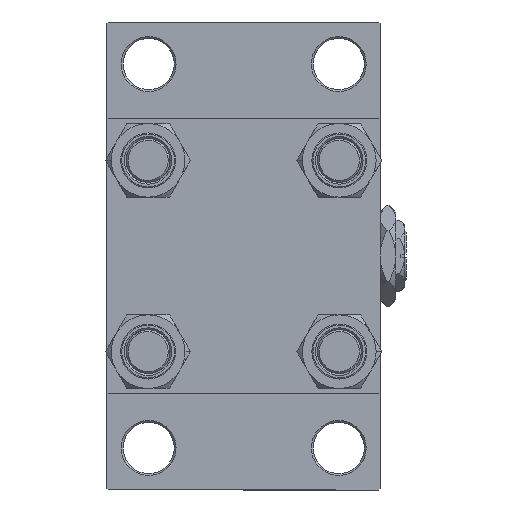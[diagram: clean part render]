
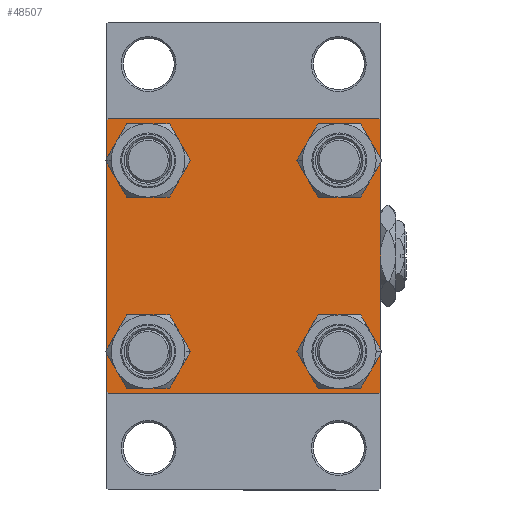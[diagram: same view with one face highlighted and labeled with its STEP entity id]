
A CAD part, left-side view. The second image highlights one B-rep face of the part: STEP entity #48507.
In plain terms, the highlighted planar face has unit normal (-1, 0, 0).
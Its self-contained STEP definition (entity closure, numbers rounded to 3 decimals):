
#59 = CIRCLE ( 'NONE', #15599, 6.5 ) ;
#434 = DIRECTION ( 'NONE',  ( 0., -0.707, 0.707 ) ) ;
#1118 = CARTESIAN_POINT ( 'NONE',  ( 0., -37., 37.5 ) ) ;
#1325 = VERTEX_POINT ( 'NONE', #22839 ) ;
#2561 = EDGE_LOOP ( 'NONE', ( #15929, #5181 ) ) ;
#3295 = CARTESIAN_POINT ( 'NONE',  ( 0., -37.25, 37.25 ) ) ;
#3580 = VERTEX_POINT ( 'NONE', #34861 ) ;
#4103 = CARTESIAN_POINT ( 'NONE',  ( 0., 37.5, 37. ) ) ;
#4178 = EDGE_CURVE ( 'NONE', #8454, #17739, #30822, .T. ) ;
#5181 = ORIENTED_EDGE ( 'NONE', *, *, #16546, .T. ) ;
#6076 = AXIS2_PLACEMENT_3D ( 'NONE', #26706, #34402, #23362 ) ;
#6269 = ORIENTED_EDGE ( 'NONE', *, *, #7179, .F. ) ;
#6555 = DIRECTION ( 'NONE',  ( 1., 0., 0. ) ) ;
#6559 = DIRECTION ( 'NONE',  ( 1., 0., 0. ) ) ;
#6979 = EDGE_LOOP ( 'NONE', ( #26709, #49677 ) ) ;
#7179 = EDGE_CURVE ( 'NONE', #25754, #32806, #38617, .T. ) ;
#7243 = DIRECTION ( 'NONE',  ( 0., -1., 0. ) ) ;
#7389 = EDGE_CURVE ( 'NONE', #22728, #1325, #8974, .T. ) ;
#7720 = VECTOR ( 'NONE', #20758, 1000. ) ;
#7750 = FACE_OUTER_BOUND ( 'NONE', #26102, .T. ) ;
#8025 = VECTOR ( 'NONE', #31069, 1000. ) ;
#8111 = LINE ( 'NONE', #27570, #48312 ) ;
#8454 = VERTEX_POINT ( 'NONE', #4103 ) ;
#8974 = CIRCLE ( 'NONE', #34338, 6.5 ) ;
#9221 = VERTEX_POINT ( 'NONE', #14135 ) ;
#9693 = VERTEX_POINT ( 'NONE', #14015 ) ;
#10192 = CARTESIAN_POINT ( 'NONE',  ( 0., 37.25, 37.25 ) ) ;
#10509 = EDGE_CURVE ( 'NONE', #24879, #3580, #13026, .T. ) ;
#10829 = DIRECTION ( 'NONE',  ( 1., 0., 0. ) ) ;
#11537 = ORIENTED_EDGE ( 'NONE', *, *, #20674, .T. ) ;
#11632 = CIRCLE ( 'NONE', #31270, 6.5 ) ;
#12386 = EDGE_CURVE ( 'NONE', #25776, #18432, #8111, .T. ) ;
#12572 = ORIENTED_EDGE ( 'NONE', *, *, #4178, .T. ) ;
#12583 = EDGE_CURVE ( 'NONE', #9221, #9693, #26241, .T. ) ;
#13026 = CIRCLE ( 'NONE', #21248, 6.5 ) ;
#13250 = ORIENTED_EDGE ( 'NONE', *, *, #37113, .T. ) ;
#13286 = CARTESIAN_POINT ( 'NONE',  ( 0., 37., 37.5 ) ) ;
#13304 = EDGE_CURVE ( 'NONE', #17739, #17361, #48476, .T. ) ;
#13991 = VECTOR ( 'NONE', #16209, 1000. ) ;
#14015 = CARTESIAN_POINT ( 'NONE',  ( 0., -26.15, -32.65 ) ) ;
#14127 = CIRCLE ( 'NONE', #35408, 6.5 ) ;
#14135 = CARTESIAN_POINT ( 'NONE',  ( 0., -26.15, -19.65 ) ) ;
#15033 = DIRECTION ( 'NONE',  ( 0., 0.707, -0.707 ) ) ;
#15191 = EDGE_LOOP ( 'NONE', ( #48203, #11537 ) ) ;
#15292 = CARTESIAN_POINT ( 'NONE',  ( 0., 26.15, 32.65 ) ) ;
#15444 = CARTESIAN_POINT ( 'NONE',  ( 0., 37.5, 37.5 ) ) ;
#15599 = AXIS2_PLACEMENT_3D ( 'NONE', #33080, #28714, #24884 ) ;
#15677 = FACE_BOUND ( 'NONE', #2561, .T. ) ;
#15929 = ORIENTED_EDGE ( 'NONE', *, *, #34355, .T. ) ;
#16209 = DIRECTION ( 'NONE',  ( 0., -0.707, -0.707 ) ) ;
#16344 = EDGE_CURVE ( 'NONE', #9693, #9221, #11632, .T. ) ;
#16534 = CARTESIAN_POINT ( 'NONE',  ( 0., 26.15, -26.15 ) ) ;
#16546 = EDGE_CURVE ( 'NONE', #28578, #32401, #14127, .T. ) ;
#17361 = VERTEX_POINT ( 'NONE', #41662 ) ;
#17406 = ORIENTED_EDGE ( 'NONE', *, *, #13304, .T. ) ;
#17739 = VERTEX_POINT ( 'NONE', #21608 ) ;
#18204 = VECTOR ( 'NONE', #15033, 1000. ) ;
#18432 = VERTEX_POINT ( 'NONE', #36492 ) ;
#19046 = ORIENTED_EDGE ( 'NONE', *, *, #10509, .T. ) ;
#19130 = DIRECTION ( 'NONE',  ( 0., -1., 0. ) ) ;
#20403 = ORIENTED_EDGE ( 'NONE', *, *, #25197, .T. ) ;
#20672 = DIRECTION ( 'NONE',  ( 1., 0., 0. ) ) ;
#20674 = EDGE_CURVE ( 'NONE', #1325, #22728, #34888, .T. ) ;
#20758 = DIRECTION ( 'NONE',  ( 0., 0., -1. ) ) ;
#21248 = AXIS2_PLACEMENT_3D ( 'NONE', #28118, #20672, #43759 ) ;
#21608 = CARTESIAN_POINT ( 'NONE',  ( 0., 37.5, -37. ) ) ;
#21645 = CARTESIAN_POINT ( 'NONE',  ( 0., 26.15, -26.15 ) ) ;
#21896 = DIRECTION ( 'NONE',  ( 1., 0., 0. ) ) ;
#21923 = CIRCLE ( 'NONE', #32568, 6.5 ) ;
#22728 = VERTEX_POINT ( 'NONE', #34319 ) ;
#22839 = CARTESIAN_POINT ( 'NONE',  ( 0., 26.15, -32.65 ) ) ;
#23362 = DIRECTION ( 'NONE',  ( 0., 0., 1. ) ) ;
#23601 = PLANE ( 'NONE',  #6076 ) ;
#24619 = LINE ( 'NONE', #27949, #7720 ) ;
#24879 = VERTEX_POINT ( 'NONE', #30610 ) ;
#24884 = DIRECTION ( 'NONE',  ( 0., 0., 1. ) ) ;
#25195 = EDGE_CURVE ( 'NONE', #3580, #24879, #21923, .T. ) ;
#25197 = EDGE_CURVE ( 'NONE', #17361, #25776, #41332, .T. ) ;
#25754 = VERTEX_POINT ( 'NONE', #13286 ) ;
#25776 = VERTEX_POINT ( 'NONE', #31990 ) ;
#25952 = CARTESIAN_POINT ( 'NONE',  ( 0., -26.15, 26.15 ) ) ;
#26102 = EDGE_LOOP ( 'NONE', ( #12572, #17406, #20403, #28539, #37665, #50386, #6269, #13250 ) ) ;
#26241 = CIRCLE ( 'NONE', #32782, 6.5 ) ;
#26278 = CARTESIAN_POINT ( 'NONE',  ( 0., 26.15, 26.15 ) ) ;
#26462 = FACE_BOUND ( 'NONE', #6979, .T. ) ;
#26706 = CARTESIAN_POINT ( 'NONE',  ( 0., 0., 0. ) ) ;
#26709 = ORIENTED_EDGE ( 'NONE', *, *, #12583, .T. ) ;
#27348 = DIRECTION ( 'NONE',  ( 0., 0.707, 0.707 ) ) ;
#27570 = CARTESIAN_POINT ( 'NONE',  ( 0., -37.25, -37.25 ) ) ;
#27756 = VECTOR ( 'NONE', #19130, 1000. ) ;
#27949 = CARTESIAN_POINT ( 'NONE',  ( 0., -37.5, 37.5 ) ) ;
#28118 = CARTESIAN_POINT ( 'NONE',  ( 0., -26.15, 26.15 ) ) ;
#28539 = ORIENTED_EDGE ( 'NONE', *, *, #12386, .T. ) ;
#28578 = VERTEX_POINT ( 'NONE', #45782 ) ;
#28714 = DIRECTION ( 'NONE',  ( 1., 0., 0. ) ) ;
#28969 = VECTOR ( 'NONE', #27348, 1000. ) ;
#29797 = CARTESIAN_POINT ( 'NONE',  ( 0., 37.5, -37.5 ) ) ;
#30610 = CARTESIAN_POINT ( 'NONE',  ( 0., -26.15, 32.65 ) ) ;
#30822 = LINE ( 'NONE', #15444, #8025 ) ;
#31050 = FACE_BOUND ( 'NONE', #36405, .T. ) ;
#31069 = DIRECTION ( 'NONE',  ( 0., 0., -1. ) ) ;
#31270 = AXIS2_PLACEMENT_3D ( 'NONE', #35771, #36539, #31921 ) ;
#31921 = DIRECTION ( 'NONE',  ( 0., 0., 1. ) ) ;
#31990 = CARTESIAN_POINT ( 'NONE',  ( 0., -37., -37.5 ) ) ;
#32401 = VERTEX_POINT ( 'NONE', #15292 ) ;
#32421 = DIRECTION ( 'NONE',  ( 1., 0., 0. ) ) ;
#32568 = AXIS2_PLACEMENT_3D ( 'NONE', #25952, #10829, #49266 ) ;
#32782 = AXIS2_PLACEMENT_3D ( 'NONE', #42399, #6555, #38068 ) ;
#32806 = VERTEX_POINT ( 'NONE', #1118 ) ;
#33080 = CARTESIAN_POINT ( 'NONE',  ( 0., 26.15, 26.15 ) ) ;
#33206 = DIRECTION ( 'NONE',  ( 0., 0., 1. ) ) ;
#34319 = CARTESIAN_POINT ( 'NONE',  ( 0., 26.15, -19.65 ) ) ;
#34338 = AXIS2_PLACEMENT_3D ( 'NONE', #21645, #21896, #49059 ) ;
#34355 = EDGE_CURVE ( 'NONE', #32401, #28578, #59, .T. ) ;
#34402 = DIRECTION ( 'NONE',  ( -1., 0., 0. ) ) ;
#34861 = CARTESIAN_POINT ( 'NONE',  ( 0., -26.15, 19.65 ) ) ;
#34888 = CIRCLE ( 'NONE', #36489, 6.5 ) ;
#35009 = CARTESIAN_POINT ( 'NONE',  ( 0., 37.5, 37.5 ) ) ;
#35023 = VECTOR ( 'NONE', #7243, 1000. ) ;
#35408 = AXIS2_PLACEMENT_3D ( 'NONE', #26278, #6559, #33206 ) ;
#35771 = CARTESIAN_POINT ( 'NONE',  ( 0., -26.15, -26.15 ) ) ;
#36261 = DIRECTION ( 'NONE',  ( 0., 0., 1. ) ) ;
#36405 = EDGE_LOOP ( 'NONE', ( #19046, #45125 ) ) ;
#36417 = CARTESIAN_POINT ( 'NONE',  ( 0., -37.5, 37. ) ) ;
#36489 = AXIS2_PLACEMENT_3D ( 'NONE', #16534, #32421, #36261 ) ;
#36492 = CARTESIAN_POINT ( 'NONE',  ( 0., -37.5, -37. ) ) ;
#36539 = DIRECTION ( 'NONE',  ( 1., 0., 0. ) ) ;
#37113 = EDGE_CURVE ( 'NONE', #25754, #8454, #50117, .T. ) ;
#37665 = ORIENTED_EDGE ( 'NONE', *, *, #48599, .F. ) ;
#38068 = DIRECTION ( 'NONE',  ( 0., 0., 1. ) ) ;
#38617 = LINE ( 'NONE', #35009, #27756 ) ;
#38897 = LINE ( 'NONE', #3295, #28969 ) ;
#39778 = CARTESIAN_POINT ( 'NONE',  ( 0., 37.25, -37.25 ) ) ;
#41332 = LINE ( 'NONE', #29797, #35023 ) ;
#41662 = CARTESIAN_POINT ( 'NONE',  ( 0., 37., -37.5 ) ) ;
#42336 = FACE_BOUND ( 'NONE', #15191, .T. ) ;
#42399 = CARTESIAN_POINT ( 'NONE',  ( 0., -26.15, -26.15 ) ) ;
#43759 = DIRECTION ( 'NONE',  ( 0., 0., 1. ) ) ;
#45075 = EDGE_CURVE ( 'NONE', #49632, #32806, #38897, .T. ) ;
#45125 = ORIENTED_EDGE ( 'NONE', *, *, #25195, .T. ) ;
#45782 = CARTESIAN_POINT ( 'NONE',  ( 0., 26.15, 19.65 ) ) ;
#48203 = ORIENTED_EDGE ( 'NONE', *, *, #7389, .T. ) ;
#48312 = VECTOR ( 'NONE', #434, 1000. ) ;
#48476 = LINE ( 'NONE', #39778, #13991 ) ;
#48507 = ADVANCED_FACE ( 'NONE', ( #31050, #26462, #42336, #15677, #7750 ), #23601, .T. ) ;
#48599 = EDGE_CURVE ( 'NONE', #49632, #18432, #24619, .T. ) ;
#49059 = DIRECTION ( 'NONE',  ( 0., 0., 1. ) ) ;
#49266 = DIRECTION ( 'NONE',  ( 0., 0., 1. ) ) ;
#49632 = VERTEX_POINT ( 'NONE', #36417 ) ;
#49677 = ORIENTED_EDGE ( 'NONE', *, *, #16344, .T. ) ;
#50117 = LINE ( 'NONE', #10192, #18204 ) ;
#50386 = ORIENTED_EDGE ( 'NONE', *, *, #45075, .T. ) ;
